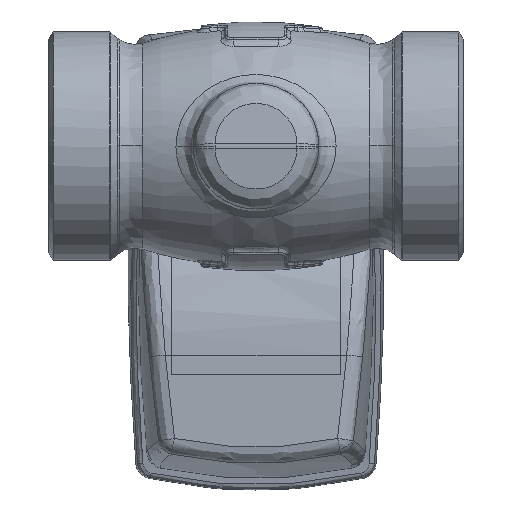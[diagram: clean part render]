
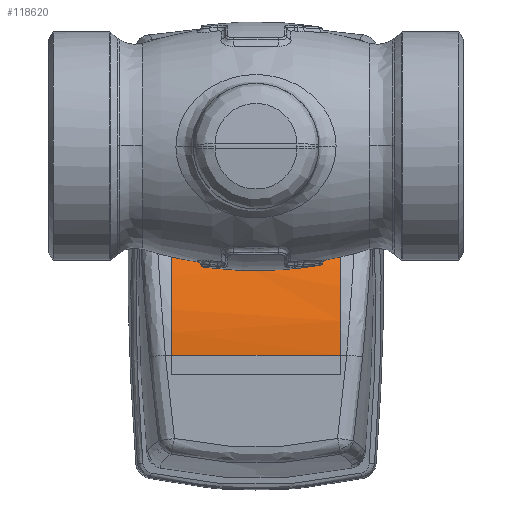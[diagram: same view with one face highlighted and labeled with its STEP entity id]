
A CAD part, front view. The second image highlights one B-rep face of the part: STEP entity #118620.
In plain terms, the highlighted cylindrical face has radius 39.7 mm (diameter 79.4 mm), a partial arc.
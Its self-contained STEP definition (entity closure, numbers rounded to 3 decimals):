
#25519 = B_SPLINE_CURVE_WITH_KNOTS ( 'NONE', 3,
 ( #106869, #107059, #107084, #107086, #107088, #107090, #107092, #107094, #107096, #107098 ),
 .UNSPECIFIED., .F., .F.,
 ( 4, 2, 2, 2, 4 ),
 ( 0.002, 0.003, 0.003, 0.004, 0.004 ),
 .UNSPECIFIED. ) ;
#40563 = VERTEX_POINT ( 'NONE', #87021 ) ;
#40566 = VERTEX_POINT ( 'NONE', #87032 ) ;
#40595 = VERTEX_POINT ( 'NONE', #87135 ) ;
#40610 = VERTEX_POINT ( 'NONE', #87185 ) ;
#40638 = VERTEX_POINT ( 'NONE', #87280 ) ;
#40639 = VERTEX_POINT ( 'NONE', #87284 ) ;
#45799 = EDGE_CURVE ( 'NONE', #40566, #40563, #25519, .T. ) ;
#46134 = EDGE_CURVE ( 'NONE', #40595, #40639, #136258, .T. ) ;
#46141 = EDGE_CURVE ( 'NONE', #40610, #40595, #193097, .T. ) ;
#46145 = EDGE_CURVE ( 'NONE', #40638, #40610, #136255, .T. ) ;
#46152 = EDGE_CURVE ( 'NONE', #40639, #40638, #193151, .T. ) ;
#46761 = EDGE_CURVE ( 'NONE', #40563, #40566, #122627, .T. ) ;
#74596 = EDGE_LOOP ( 'NONE', ( #224009, #224016, #224021, #224027 ) ) ;
#74632 = EDGE_LOOP ( 'NONE', ( #223999, #224005 ) ) ;
#87021 = CARTESIAN_POINT ( 'NONE',  ( 21.778, -52.108, -2.023 ) ) ;
#87032 = CARTESIAN_POINT ( 'NONE',  ( 21.778, -52.108, -1.023 ) ) ;
#87135 = CARTESIAN_POINT ( 'NONE',  ( 38.278, -55.7, 15.447 ) ) ;
#87185 = CARTESIAN_POINT ( 'NONE',  ( 38.278, -55.7, -15.447 ) ) ;
#87280 = CARTESIAN_POINT ( 'NONE',  ( 18.198, -50.247, -15.447 ) ) ;
#87284 = CARTESIAN_POINT ( 'NONE',  ( 18.198, -50.247, 15.447 ) ) ;
#106869 = CARTESIAN_POINT ( 'NONE',  ( 21.778, -52.108, -1.023 ) ) ;
#107059 = CARTESIAN_POINT ( 'NONE',  ( 21.903, -52.166, -1.023 ) ) ;
#107084 = CARTESIAN_POINT ( 'NONE',  ( 22.028, -52.222, -1.07 ) ) ;
#107086 = CARTESIAN_POINT ( 'NONE',  ( 22.218, -52.306, -1.251 ) ) ;
#107088 = CARTESIAN_POINT ( 'NONE',  ( 22.278, -52.333, -1.384 ) ) ;
#107090 = CARTESIAN_POINT ( 'NONE',  ( 22.278, -52.333, -1.662 ) ) ;
#107092 = CARTESIAN_POINT ( 'NONE',  ( 22.217, -52.306, -1.795 ) ) ;
#107094 = CARTESIAN_POINT ( 'NONE',  ( 22.029, -52.222, -1.975 ) ) ;
#107096 = CARTESIAN_POINT ( 'NONE',  ( 21.903, -52.166, -2.023 ) ) ;
#107098 = CARTESIAN_POINT ( 'NONE',  ( 21.778, -52.108, -2.023 ) ) ;
#118620 = ADVANCED_FACE ( 'NONE', ( #130815, #130824 ), #130814, .T. ) ;
#122627 = B_SPLINE_CURVE_WITH_KNOTS ( 'NONE', 3,
 ( #195572, #195564, #195578, #195581, #195583, #195585, #195588, #195591, #195593, #195596 ),
 .UNSPECIFIED., .F., .F.,
 ( 4, 2, 2, 2, 4 ),
 ( 0.001, 0.001, 0.002, 0.002, 0.002 ),
 .UNSPECIFIED. ) ;
#127832 = AXIS2_PLACEMENT_3D ( 'NONE', #130825, #130821, #130827 ) ;
#130814 = CYLINDRICAL_SURFACE ( 'NONE', #127832, 39.7 ) ;
#130815 = FACE_BOUND ( 'NONE', #74632, .T. ) ;
#130821 = DIRECTION ( 'NONE',  ( 0., 0., 1. ) ) ;
#130824 = FACE_OUTER_BOUND ( 'NONE', #74596, .T. ) ;
#130825 = CARTESIAN_POINT ( 'NONE',  ( 38.278, -16., -38.124 ) ) ;
#130827 = DIRECTION ( 'NONE',  ( 1., 0., 0. ) ) ;
#136255 = B_SPLINE_CURVE_WITH_KNOTS ( 'NONE', 3,
 ( #193146, #193143, #193158, #193160, #193163, #193165, #193168, #193170, #193173, #193175, #193178, #193180, #193183, #193186 ),
 .UNSPECIFIED., .F., .F.,
 ( 4, 2, 2, 2, 2, 2, 4 ),
 ( 0., 0.003, 0.005, 0.011, 0.013, 0.016, 0.021 ),
 .UNSPECIFIED. ) ;
#136258 = B_SPLINE_CURVE_WITH_KNOTS ( 'NONE', 3,
 ( #193028, #193081, #193111, #193114, #193116, #193119, #193121, #193124, #193126, #193129, #193132, #193134, #193137, #193139 ),
 .UNSPECIFIED., .F., .F.,
 ( 4, 2, 2, 2, 2, 2, 4 ),
 ( 0., 0.003, 0.005, 0.011, 0.013, 0.016, 0.021 ),
 .UNSPECIFIED. ) ;
#180956 = VECTOR ( 'NONE', #193148, 1000. ) ;
#180960 = VECTOR ( 'NONE', #193195, 1000. ) ;
#193028 = CARTESIAN_POINT ( 'NONE',  ( 38.278, -55.7, 15.447 ) ) ;
#193081 = CARTESIAN_POINT ( 'NONE',  ( 37.399, -55.7, 15.447 ) ) ;
#193097 = LINE ( 'NONE', #193109, #180956 ) ;
#193109 = CARTESIAN_POINT ( 'NONE',  ( 38.278, -55.7, -38.124 ) ) ;
#193111 = CARTESIAN_POINT ( 'NONE',  ( 36.52, -55.671, 15.447 ) ) ;
#193114 = CARTESIAN_POINT ( 'NONE',  ( 34.769, -55.554, 15.447 ) ) ;
#193116 = CARTESIAN_POINT ( 'NONE',  ( 33.897, -55.467, 15.447 ) ) ;
#193119 = CARTESIAN_POINT ( 'NONE',  ( 31.291, -55.119, 15.447 ) ) ;
#193121 = CARTESIAN_POINT ( 'NONE',  ( 29.563, -54.771, 15.447 ) ) ;
#193124 = CARTESIAN_POINT ( 'NONE',  ( 27.026, -54.082, 15.447 ) ) ;
#193126 = CARTESIAN_POINT ( 'NONE',  ( 26.188, -53.824, 15.447 ) ) ;
#193129 = CARTESIAN_POINT ( 'NONE',  ( 24.529, -53.253, 15.447 ) ) ;
#193132 = CARTESIAN_POINT ( 'NONE',  ( 23.707, -52.94, 15.447 ) ) ;
#193134 = CARTESIAN_POINT ( 'NONE',  ( 21.281, -51.92, 15.447 ) ) ;
#193137 = CARTESIAN_POINT ( 'NONE',  ( 19.714, -51.136, 15.447 ) ) ;
#193139 = CARTESIAN_POINT ( 'NONE',  ( 18.198, -50.247, 15.447 ) ) ;
#193143 = CARTESIAN_POINT ( 'NONE',  ( 18.956, -50.692, -15.447 ) ) ;
#193146 = CARTESIAN_POINT ( 'NONE',  ( 18.198, -50.247, -15.447 ) ) ;
#193148 = DIRECTION ( 'NONE',  ( 0., 0., 1. ) ) ;
#193151 = LINE ( 'NONE', #193155, #180960 ) ;
#193155 = CARTESIAN_POINT ( 'NONE',  ( 18.198, -50.247, -38.124 ) ) ;
#193158 = CARTESIAN_POINT ( 'NONE',  ( 19.729, -51.111, -15.447 ) ) ;
#193160 = CARTESIAN_POINT ( 'NONE',  ( 21.299, -51.896, -15.447 ) ) ;
#193163 = CARTESIAN_POINT ( 'NONE',  ( 22.095, -52.262, -15.447 ) ) ;
#193165 = CARTESIAN_POINT ( 'NONE',  ( 24.519, -53.281, -15.447 ) ) ;
#193168 = CARTESIAN_POINT ( 'NONE',  ( 26.186, -53.854, -15.447 ) ) ;
#193170 = CARTESIAN_POINT ( 'NONE',  ( 28.723, -54.543, -15.447 ) ) ;
#193173 = CARTESIAN_POINT ( 'NONE',  ( 29.576, -54.744, -15.447 ) ) ;
#193175 = CARTESIAN_POINT ( 'NONE',  ( 31.296, -55.091, -15.447 ) ) ;
#193178 = CARTESIAN_POINT ( 'NONE',  ( 32.164, -55.236, -15.447 ) ) ;
#193180 = CARTESIAN_POINT ( 'NONE',  ( 34.772, -55.584, -15.447 ) ) ;
#193183 = CARTESIAN_POINT ( 'NONE',  ( 36.52, -55.7, -15.447 ) ) ;
#193186 = CARTESIAN_POINT ( 'NONE',  ( 38.278, -55.7, -15.447 ) ) ;
#193195 = DIRECTION ( 'NONE',  ( 0., 0., -1. ) ) ;
#195564 = CARTESIAN_POINT ( 'NONE',  ( 21.652, -52.051, -2.023 ) ) ;
#195572 = CARTESIAN_POINT ( 'NONE',  ( 21.778, -52.108, -2.023 ) ) ;
#195578 = CARTESIAN_POINT ( 'NONE',  ( 21.528, -51.994, -1.975 ) ) ;
#195581 = CARTESIAN_POINT ( 'NONE',  ( 21.338, -51.905, -1.795 ) ) ;
#195583 = CARTESIAN_POINT ( 'NONE',  ( 21.278, -51.876, -1.663 ) ) ;
#195585 = CARTESIAN_POINT ( 'NONE',  ( 21.278, -51.876, -1.384 ) ) ;
#195588 = CARTESIAN_POINT ( 'NONE',  ( 21.338, -51.905, -1.251 ) ) ;
#195591 = CARTESIAN_POINT ( 'NONE',  ( 21.527, -51.993, -1.071 ) ) ;
#195593 = CARTESIAN_POINT ( 'NONE',  ( 21.652, -52.051, -1.023 ) ) ;
#195596 = CARTESIAN_POINT ( 'NONE',  ( 21.778, -52.108, -1.023 ) ) ;
#223999 = ORIENTED_EDGE ( 'NONE', *, *, #45799, .T. ) ;
#224005 = ORIENTED_EDGE ( 'NONE', *, *, #46761, .T. ) ;
#224009 = ORIENTED_EDGE ( 'NONE', *, *, #46141, .T. ) ;
#224016 = ORIENTED_EDGE ( 'NONE', *, *, #46134, .T. ) ;
#224021 = ORIENTED_EDGE ( 'NONE', *, *, #46152, .T. ) ;
#224027 = ORIENTED_EDGE ( 'NONE', *, *, #46145, .T. ) ;
